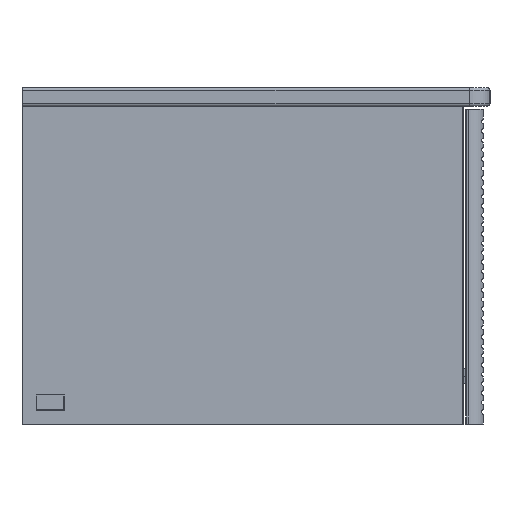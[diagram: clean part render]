
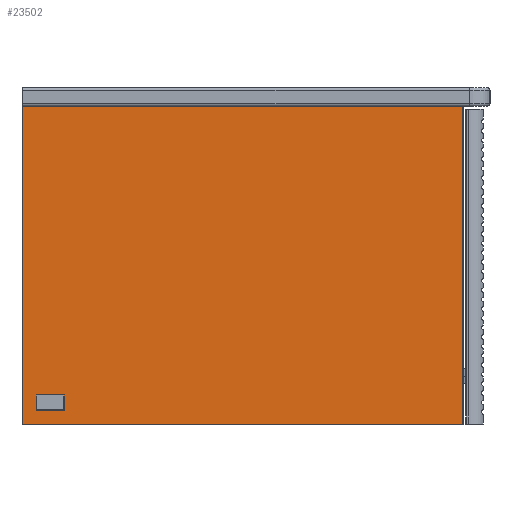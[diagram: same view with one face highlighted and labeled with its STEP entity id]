
A CAD part, left-side view. The second image highlights one B-rep face of the part: STEP entity #23502.
In plain terms, the highlighted planar face has unit normal (-1, 0, 0).
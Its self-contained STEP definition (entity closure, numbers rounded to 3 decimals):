
#23429=CARTESIAN_POINT('',(53828.849,-5139.507,170.0));
#23430=VERTEX_POINT('',#23429);
#23437=CARTESIAN_POINT('',(53828.849,-5610.507,170.0));
#23438=VERTEX_POINT('',#23437);
#23439=CARTESIAN_POINT('',(53828.849,-5139.507,170.0));
#23440=DIRECTION('',(0.0,-1.0,0.0));
#23441=VECTOR('',#23440,471.);
#23442=LINE('',#23439,#23441);
#23443=EDGE_CURVE('',#23430,#23438,#23442,.T.);
#23461=CARTESIAN_POINT('',(53828.849,-5610.507,-170.0));
#23462=VERTEX_POINT('',#23461);
#23463=CARTESIAN_POINT('',(53828.849,-5610.507,170.0));
#23464=DIRECTION('',(0.0,0.0,-1.0));
#23465=VECTOR('',#23464,340.0);
#23466=LINE('',#23463,#23465);
#23467=EDGE_CURVE('',#23438,#23462,#23466,.T.);
#23479=CARTESIAN_POINT('',(53828.849,-5375.007,-170.001));
#23480=DIRECTION('',(-1.0,0.0,0.0));
#23481=DIRECTION('',(0.0,0.0,1.0));
#23482=AXIS2_PLACEMENT_3D('',#23479,#23480,#23481);
#23483=PLANE('',#23482);
#23484=ORIENTED_EDGE('',*,*,#23467,.F.);
#23485=ORIENTED_EDGE('',*,*,#23443,.F.);
#23486=CARTESIAN_POINT('',(53828.849,-5139.507,-170.0));
#23487=VERTEX_POINT('',#23486);
#23488=CARTESIAN_POINT('',(53828.849,-5139.507,-170.0));
#23489=DIRECTION('',(0.0,0.0,1.0));
#23490=VECTOR('',#23489,340.0);
#23491=LINE('',#23488,#23490);
#23492=EDGE_CURVE('',#23487,#23430,#23491,.T.);
#23493=ORIENTED_EDGE('',*,*,#23492,.F.);
#23494=CARTESIAN_POINT('',(53828.849,-5139.507,-170.0));
#23495=DIRECTION('',(0.0,-1.0,0.0));
#23496=VECTOR('',#23495,471.);
#23497=LINE('',#23494,#23496);
#23498=EDGE_CURVE('',#23487,#23462,#23497,.T.);
#23499=ORIENTED_EDGE('',*,*,#23498,.T.);
#23500=EDGE_LOOP('',(#23484,#23485,#23493,#23499));
#23501=FACE_OUTER_BOUND('',#23500,.T.);
#23502=ADVANCED_FACE('',(#23501),#23483,.T.);
